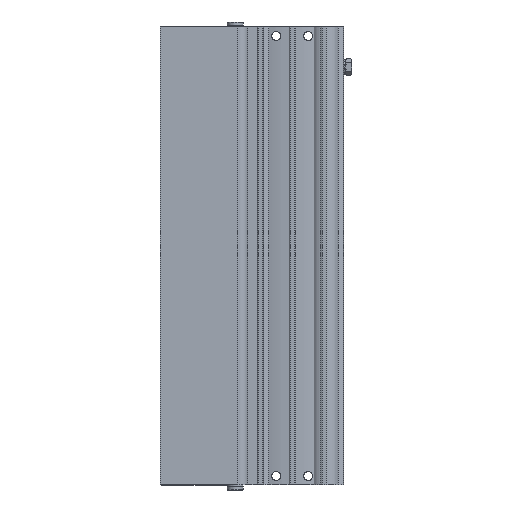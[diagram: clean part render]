
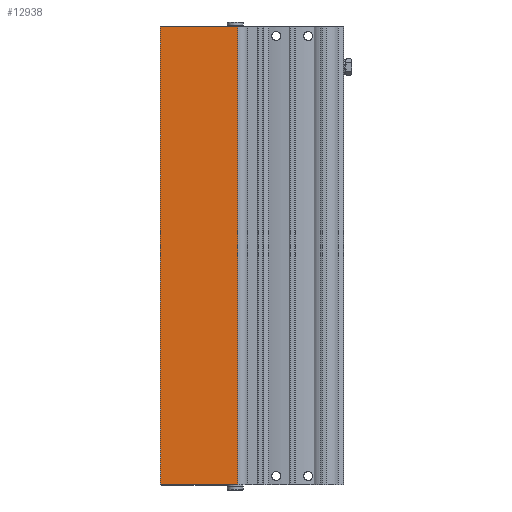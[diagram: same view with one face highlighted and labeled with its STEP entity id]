
A CAD part, front view. The second image highlights one B-rep face of the part: STEP entity #12938.
In plain terms, the highlighted planar face has unit normal (0, -1, 0).
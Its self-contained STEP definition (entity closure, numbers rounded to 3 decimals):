
#813=LINE('',#20749,#1604);
#873=LINE('',#21020,#1664);
#874=LINE('',#21022,#1665);
#875=LINE('',#21024,#1666);
#1604=VECTOR('',#16420,1000.);
#1664=VECTOR('',#16610,1000.);
#1665=VECTOR('',#16613,1000.);
#1666=VECTOR('',#16614,1000.);
#2784=ORIENTED_EDGE('',*,*,#6017,.T.);
#2785=ORIENTED_EDGE('',*,*,#6018,.F.);
#2786=ORIENTED_EDGE('',*,*,#5914,.F.);
#2787=ORIENTED_EDGE('',*,*,#6016,.T.);
#5914=EDGE_CURVE('',#7559,#7560,#813,.T.);
#6016=EDGE_CURVE('',#7559,#7629,#873,.T.);
#6017=EDGE_CURVE('',#7629,#7630,#874,.T.);
#6018=EDGE_CURVE('',#7560,#7630,#875,.T.);
#7559=VERTEX_POINT('',#20748);
#7560=VERTEX_POINT('',#20750);
#7629=VERTEX_POINT('',#21019);
#7630=VERTEX_POINT('',#21023);
#9536=EDGE_LOOP('',(#2784,#2785,#2786,#2787));
#11125=FACE_BOUND('',#9536,.T.);
#12515=PLANE('',#14405);
#12938=ADVANCED_FACE('',(#11125),#12515,.F.);
#14405=AXIS2_PLACEMENT_3D('',#21021,#16611,#16612);
#16420=DIRECTION('',(1.,0.,0.));
#16610=DIRECTION('',(0.,0.,-1.));
#16611=DIRECTION('',(0.,1.,0.));
#16612=DIRECTION('',(0.,0.,1.));
#16613=DIRECTION('',(1.,0.,0.));
#16614=DIRECTION('',(0.,0.,-1.));
#20748=CARTESIAN_POINT('',(52.8,-23.,229.));
#20749=CARTESIAN_POINT('',(52.8,-23.,229.));
#20750=CARTESIAN_POINT('',(91.5,-23.,229.));
#21019=CARTESIAN_POINT('',(52.8,-23.,0.));
#21020=CARTESIAN_POINT('',(52.8,-23.,229.));
#21021=CARTESIAN_POINT('',(52.8,-23.,229.));
#21022=CARTESIAN_POINT('',(52.8,-23.,0.));
#21023=CARTESIAN_POINT('',(91.5,-23.,0.));
#21024=CARTESIAN_POINT('',(91.5,-23.,229.));
